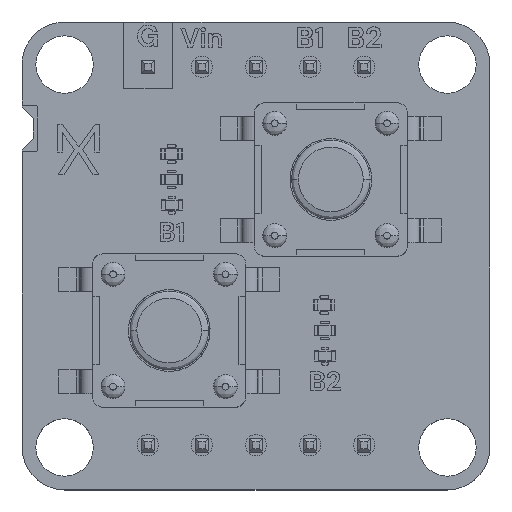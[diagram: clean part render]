
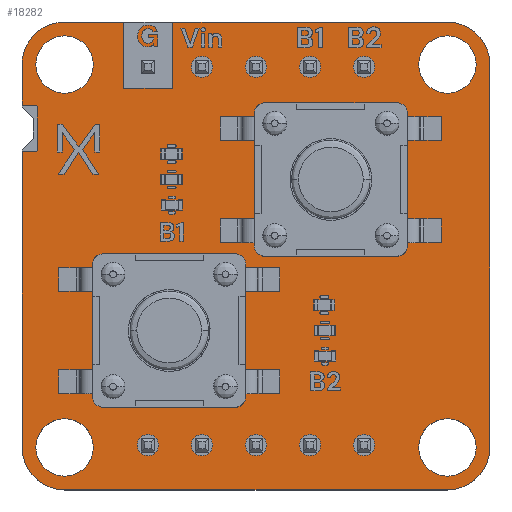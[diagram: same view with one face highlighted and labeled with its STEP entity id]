
A CAD part, top view. The second image highlights one B-rep face of the part: STEP entity #18282.
In plain terms, the highlighted planar face has unit normal (0, 0, 1).
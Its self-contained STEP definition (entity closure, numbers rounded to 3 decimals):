
#17947 = VERTEX_POINT('',#17948);
#17948 = CARTESIAN_POINT('',(8.998,11.,1.51));
#17954 = EDGE_CURVE('',#17947,#17955,#17957,.T.);
#17955 = VERTEX_POINT('',#17956);
#17956 = CARTESIAN_POINT('',(10.998,9.,1.51));
#17957 = CIRCLE('',#17958,2.);
#17958 = AXIS2_PLACEMENT_3D('',#17959,#17960,#17961);
#17959 = CARTESIAN_POINT('',(8.998,9.,1.51));
#17960 = DIRECTION('',(0.,0.,-1.));
#17961 = DIRECTION('',(0.,1.,0.));
#17989 = VERTEX_POINT('',#17990);
#17990 = CARTESIAN_POINT('',(-8.993,11.,1.51));
#17996 = EDGE_CURVE('',#17989,#17947,#17997,.T.);
#17997 = LINE('',#17998,#17999);
#17998 = CARTESIAN_POINT('',(-8.993,11.,1.51));
#17999 = VECTOR('',#18000,1.);
#18000 = DIRECTION('',(1.,0.,0.));
#18018 = EDGE_CURVE('',#17955,#18019,#18021,.T.);
#18019 = VERTEX_POINT('',#18020);
#18020 = CARTESIAN_POINT('',(10.998,-9.,1.51));
#18021 = LINE('',#18022,#18023);
#18022 = CARTESIAN_POINT('',(10.998,9.,1.51));
#18023 = VECTOR('',#18024,1.);
#18024 = DIRECTION('',(0.,-1.,0.));
#18282 = ADVANCED_FACE('',(#18283,#18361,#18372,#18383,#18394,#18405,
    #18416,#18427,#18438,#18449,#18460,#18471,#18482,#18493,#18504),
  #18515,.T.);
#18283 = FACE_BOUND('',#18284,.T.);
#18284 = EDGE_LOOP('',(#18285,#18286,#18287,#18296,#18304,#18312,#18320,
    #18328,#18336,#18345,#18353,#18360));
#18285 = ORIENTED_EDGE('',*,*,#17954,.F.);
#18286 = ORIENTED_EDGE('',*,*,#17996,.F.);
#18287 = ORIENTED_EDGE('',*,*,#18288,.F.);
#18288 = EDGE_CURVE('',#18289,#17989,#18291,.T.);
#18289 = VERTEX_POINT('',#18290);
#18290 = CARTESIAN_POINT('',(-11.002,9.,1.51));
#18291 = CIRCLE('',#18292,2.);
#18292 = AXIS2_PLACEMENT_3D('',#18293,#18294,#18295);
#18293 = CARTESIAN_POINT('',(-9.002,9.,1.51));
#18294 = DIRECTION('',(0.,0.,-1.));
#18295 = DIRECTION('',(-1.,0.,0.));
#18296 = ORIENTED_EDGE('',*,*,#18297,.F.);
#18297 = EDGE_CURVE('',#18298,#18289,#18300,.T.);
#18298 = VERTEX_POINT('',#18299);
#18299 = CARTESIAN_POINT('',(-11.002,7.,1.51));
#18300 = LINE('',#18301,#18302);
#18301 = CARTESIAN_POINT('',(-11.002,7.,1.51));
#18302 = VECTOR('',#18303,1.);
#18303 = DIRECTION('',(0.,1.,0.));
#18304 = ORIENTED_EDGE('',*,*,#18305,.F.);
#18305 = EDGE_CURVE('',#18306,#18298,#18308,.T.);
#18306 = VERTEX_POINT('',#18307);
#18307 = CARTESIAN_POINT('',(-10.472,6.47,1.51));
#18308 = LINE('',#18309,#18310);
#18309 = CARTESIAN_POINT('',(-10.472,6.47,1.51));
#18310 = VECTOR('',#18311,1.);
#18311 = DIRECTION('',(-0.707,0.707,0.));
#18312 = ORIENTED_EDGE('',*,*,#18313,.F.);
#18313 = EDGE_CURVE('',#18314,#18306,#18316,.T.);
#18314 = VERTEX_POINT('',#18315);
#18315 = CARTESIAN_POINT('',(-10.472,5.53,1.51));
#18316 = LINE('',#18317,#18318);
#18317 = CARTESIAN_POINT('',(-10.472,5.53,1.51));
#18318 = VECTOR('',#18319,1.);
#18319 = DIRECTION('',(0.,1.,0.));
#18320 = ORIENTED_EDGE('',*,*,#18321,.F.);
#18321 = EDGE_CURVE('',#18322,#18314,#18324,.T.);
#18322 = VERTEX_POINT('',#18323);
#18323 = CARTESIAN_POINT('',(-11.002,5.,1.51));
#18324 = LINE('',#18325,#18326);
#18325 = CARTESIAN_POINT('',(-11.002,5.,1.51));
#18326 = VECTOR('',#18327,1.);
#18327 = DIRECTION('',(0.707,0.707,0.));
#18328 = ORIENTED_EDGE('',*,*,#18329,.F.);
#18329 = EDGE_CURVE('',#18330,#18322,#18332,.T.);
#18330 = VERTEX_POINT('',#18331);
#18331 = CARTESIAN_POINT('',(-11.002,-9.,1.51));
#18332 = LINE('',#18333,#18334);
#18333 = CARTESIAN_POINT('',(-11.002,-9.,1.51));
#18334 = VECTOR('',#18335,1.);
#18335 = DIRECTION('',(0.,1.,0.));
#18336 = ORIENTED_EDGE('',*,*,#18337,.F.);
#18337 = EDGE_CURVE('',#18338,#18330,#18340,.T.);
#18338 = VERTEX_POINT('',#18339);
#18339 = CARTESIAN_POINT('',(-9.002,-11.,1.51));
#18340 = CIRCLE('',#18341,2.);
#18341 = AXIS2_PLACEMENT_3D('',#18342,#18343,#18344);
#18342 = CARTESIAN_POINT('',(-9.002,-9.,1.51));
#18343 = DIRECTION('',(0.,0.,-1.));
#18344 = DIRECTION('',(0.,-1.,0.));
#18345 = ORIENTED_EDGE('',*,*,#18346,.F.);
#18346 = EDGE_CURVE('',#18347,#18338,#18349,.T.);
#18347 = VERTEX_POINT('',#18348);
#18348 = CARTESIAN_POINT('',(8.998,-11.,1.51));
#18349 = LINE('',#18350,#18351);
#18350 = CARTESIAN_POINT('',(8.998,-11.,1.51));
#18351 = VECTOR('',#18352,1.);
#18352 = DIRECTION('',(-1.,0.,0.));
#18353 = ORIENTED_EDGE('',*,*,#18354,.F.);
#18354 = EDGE_CURVE('',#18019,#18347,#18355,.T.);
#18355 = CIRCLE('',#18356,2.);
#18356 = AXIS2_PLACEMENT_3D('',#18357,#18358,#18359);
#18357 = CARTESIAN_POINT('',(8.998,-9.,1.51));
#18358 = DIRECTION('',(0.,0.,-1.));
#18359 = DIRECTION('',(1.,0.,0.));
#18360 = ORIENTED_EDGE('',*,*,#18018,.F.);
#18361 = FACE_BOUND('',#18362,.T.);
#18362 = EDGE_LOOP('',(#18363));
#18363 = ORIENTED_EDGE('',*,*,#18364,.T.);
#18364 = EDGE_CURVE('',#18365,#18365,#18367,.T.);
#18365 = VERTEX_POINT('',#18366);
#18366 = CARTESIAN_POINT('',(-9.002,-10.35,1.51));
#18367 = CIRCLE('',#18368,1.35);
#18368 = AXIS2_PLACEMENT_3D('',#18369,#18370,#18371);
#18369 = CARTESIAN_POINT('',(-9.002,-9.,1.51));
#18370 = DIRECTION('',(-0.,0.,-1.));
#18371 = DIRECTION('',(-0.,-1.,0.));
#18372 = FACE_BOUND('',#18373,.T.);
#18373 = EDGE_LOOP('',(#18374));
#18374 = ORIENTED_EDGE('',*,*,#18375,.T.);
#18375 = EDGE_CURVE('',#18376,#18376,#18378,.T.);
#18376 = VERTEX_POINT('',#18377);
#18377 = CARTESIAN_POINT('',(-5.082,-9.39,1.51));
#18378 = CIRCLE('',#18379,0.5);
#18379 = AXIS2_PLACEMENT_3D('',#18380,#18381,#18382);
#18380 = CARTESIAN_POINT('',(-5.082,-8.89,1.51));
#18381 = DIRECTION('',(-0.,0.,-1.));
#18382 = DIRECTION('',(-0.,-1.,0.));
#18383 = FACE_BOUND('',#18384,.T.);
#18384 = EDGE_LOOP('',(#18385));
#18385 = ORIENTED_EDGE('',*,*,#18386,.T.);
#18386 = EDGE_CURVE('',#18387,#18387,#18389,.T.);
#18387 = VERTEX_POINT('',#18388);
#18388 = CARTESIAN_POINT('',(-2.542,-9.39,1.51));
#18389 = CIRCLE('',#18390,0.5);
#18390 = AXIS2_PLACEMENT_3D('',#18391,#18392,#18393);
#18391 = CARTESIAN_POINT('',(-2.542,-8.89,1.51));
#18392 = DIRECTION('',(-0.,0.,-1.));
#18393 = DIRECTION('',(-0.,-1.,0.));
#18394 = FACE_BOUND('',#18395,.T.);
#18395 = EDGE_LOOP('',(#18396));
#18396 = ORIENTED_EDGE('',*,*,#18397,.T.);
#18397 = EDGE_CURVE('',#18398,#18398,#18400,.T.);
#18398 = VERTEX_POINT('',#18399);
#18399 = CARTESIAN_POINT('',(-0.002,-9.39,1.51));
#18400 = CIRCLE('',#18401,0.5);
#18401 = AXIS2_PLACEMENT_3D('',#18402,#18403,#18404);
#18402 = CARTESIAN_POINT('',(-0.002,-8.89,1.51));
#18403 = DIRECTION('',(-0.,0.,-1.));
#18404 = DIRECTION('',(0.,-1.,-0.));
#18405 = FACE_BOUND('',#18406,.T.);
#18406 = EDGE_LOOP('',(#18407));
#18407 = ORIENTED_EDGE('',*,*,#18408,.T.);
#18408 = EDGE_CURVE('',#18409,#18409,#18411,.T.);
#18409 = VERTEX_POINT('',#18410);
#18410 = CARTESIAN_POINT('',(2.538,-9.39,1.51));
#18411 = CIRCLE('',#18412,0.5);
#18412 = AXIS2_PLACEMENT_3D('',#18413,#18414,#18415);
#18413 = CARTESIAN_POINT('',(2.538,-8.89,1.51));
#18414 = DIRECTION('',(-0.,0.,-1.));
#18415 = DIRECTION('',(-0.,-1.,0.));
#18416 = FACE_BOUND('',#18417,.T.);
#18417 = EDGE_LOOP('',(#18418));
#18418 = ORIENTED_EDGE('',*,*,#18419,.T.);
#18419 = EDGE_CURVE('',#18420,#18420,#18422,.T.);
#18420 = VERTEX_POINT('',#18421);
#18421 = CARTESIAN_POINT('',(5.078,-9.39,1.51));
#18422 = CIRCLE('',#18423,0.5);
#18423 = AXIS2_PLACEMENT_3D('',#18424,#18425,#18426);
#18424 = CARTESIAN_POINT('',(5.078,-8.89,1.51));
#18425 = DIRECTION('',(-0.,0.,-1.));
#18426 = DIRECTION('',(-0.,-1.,0.));
#18427 = FACE_BOUND('',#18428,.T.);
#18428 = EDGE_LOOP('',(#18429));
#18429 = ORIENTED_EDGE('',*,*,#18430,.T.);
#18430 = EDGE_CURVE('',#18431,#18431,#18433,.T.);
#18431 = VERTEX_POINT('',#18432);
#18432 = CARTESIAN_POINT('',(8.998,-10.35,1.51));
#18433 = CIRCLE('',#18434,1.35);
#18434 = AXIS2_PLACEMENT_3D('',#18435,#18436,#18437);
#18435 = CARTESIAN_POINT('',(8.998,-9.,1.51));
#18436 = DIRECTION('',(-0.,0.,-1.));
#18437 = DIRECTION('',(-0.,-1.,0.));
#18438 = FACE_BOUND('',#18439,.T.);
#18439 = EDGE_LOOP('',(#18440));
#18440 = ORIENTED_EDGE('',*,*,#18441,.T.);
#18441 = EDGE_CURVE('',#18442,#18442,#18444,.T.);
#18442 = VERTEX_POINT('',#18443);
#18443 = CARTESIAN_POINT('',(-9.002,7.65,1.51));
#18444 = CIRCLE('',#18445,1.35);
#18445 = AXIS2_PLACEMENT_3D('',#18446,#18447,#18448);
#18446 = CARTESIAN_POINT('',(-9.002,9.,1.51));
#18447 = DIRECTION('',(-0.,0.,-1.));
#18448 = DIRECTION('',(-0.,-1.,0.));
#18449 = FACE_BOUND('',#18450,.T.);
#18450 = EDGE_LOOP('',(#18451));
#18451 = ORIENTED_EDGE('',*,*,#18452,.T.);
#18452 = EDGE_CURVE('',#18453,#18453,#18455,.T.);
#18453 = VERTEX_POINT('',#18454);
#18454 = CARTESIAN_POINT('',(-5.082,8.39,1.51));
#18455 = CIRCLE('',#18456,0.5);
#18456 = AXIS2_PLACEMENT_3D('',#18457,#18458,#18459);
#18457 = CARTESIAN_POINT('',(-5.082,8.89,1.51));
#18458 = DIRECTION('',(-0.,0.,-1.));
#18459 = DIRECTION('',(-0.,-1.,0.));
#18460 = FACE_BOUND('',#18461,.T.);
#18461 = EDGE_LOOP('',(#18462));
#18462 = ORIENTED_EDGE('',*,*,#18463,.T.);
#18463 = EDGE_CURVE('',#18464,#18464,#18466,.T.);
#18464 = VERTEX_POINT('',#18465);
#18465 = CARTESIAN_POINT('',(-2.542,8.39,1.51));
#18466 = CIRCLE('',#18467,0.5);
#18467 = AXIS2_PLACEMENT_3D('',#18468,#18469,#18470);
#18468 = CARTESIAN_POINT('',(-2.542,8.89,1.51));
#18469 = DIRECTION('',(-0.,0.,-1.));
#18470 = DIRECTION('',(-0.,-1.,0.));
#18471 = FACE_BOUND('',#18472,.T.);
#18472 = EDGE_LOOP('',(#18473));
#18473 = ORIENTED_EDGE('',*,*,#18474,.T.);
#18474 = EDGE_CURVE('',#18475,#18475,#18477,.T.);
#18475 = VERTEX_POINT('',#18476);
#18476 = CARTESIAN_POINT('',(-0.002,8.39,1.51));
#18477 = CIRCLE('',#18478,0.5);
#18478 = AXIS2_PLACEMENT_3D('',#18479,#18480,#18481);
#18479 = CARTESIAN_POINT('',(-0.002,8.89,1.51));
#18480 = DIRECTION('',(-0.,0.,-1.));
#18481 = DIRECTION('',(0.,-1.,-0.));
#18482 = FACE_BOUND('',#18483,.T.);
#18483 = EDGE_LOOP('',(#18484));
#18484 = ORIENTED_EDGE('',*,*,#18485,.T.);
#18485 = EDGE_CURVE('',#18486,#18486,#18488,.T.);
#18486 = VERTEX_POINT('',#18487);
#18487 = CARTESIAN_POINT('',(2.538,8.39,1.51));
#18488 = CIRCLE('',#18489,0.5);
#18489 = AXIS2_PLACEMENT_3D('',#18490,#18491,#18492);
#18490 = CARTESIAN_POINT('',(2.538,8.89,1.51));
#18491 = DIRECTION('',(-0.,0.,-1.));
#18492 = DIRECTION('',(-0.,-1.,0.));
#18493 = FACE_BOUND('',#18494,.T.);
#18494 = EDGE_LOOP('',(#18495));
#18495 = ORIENTED_EDGE('',*,*,#18496,.T.);
#18496 = EDGE_CURVE('',#18497,#18497,#18499,.T.);
#18497 = VERTEX_POINT('',#18498);
#18498 = CARTESIAN_POINT('',(5.078,8.39,1.51));
#18499 = CIRCLE('',#18500,0.5);
#18500 = AXIS2_PLACEMENT_3D('',#18501,#18502,#18503);
#18501 = CARTESIAN_POINT('',(5.078,8.89,1.51));
#18502 = DIRECTION('',(-0.,0.,-1.));
#18503 = DIRECTION('',(-0.,-1.,0.));
#18504 = FACE_BOUND('',#18505,.T.);
#18505 = EDGE_LOOP('',(#18506));
#18506 = ORIENTED_EDGE('',*,*,#18507,.T.);
#18507 = EDGE_CURVE('',#18508,#18508,#18510,.T.);
#18508 = VERTEX_POINT('',#18509);
#18509 = CARTESIAN_POINT('',(8.998,7.65,1.51));
#18510 = CIRCLE('',#18511,1.35);
#18511 = AXIS2_PLACEMENT_3D('',#18512,#18513,#18514);
#18512 = CARTESIAN_POINT('',(8.998,9.,1.51));
#18513 = DIRECTION('',(-0.,0.,-1.));
#18514 = DIRECTION('',(-0.,-1.,0.));
#18515 = PLANE('',#18516);
#18516 = AXIS2_PLACEMENT_3D('',#18517,#18518,#18519);
#18517 = CARTESIAN_POINT('',(0.,0.,1.51));
#18518 = DIRECTION('',(0.,0.,1.));
#18519 = DIRECTION('',(1.,0.,-0.));
